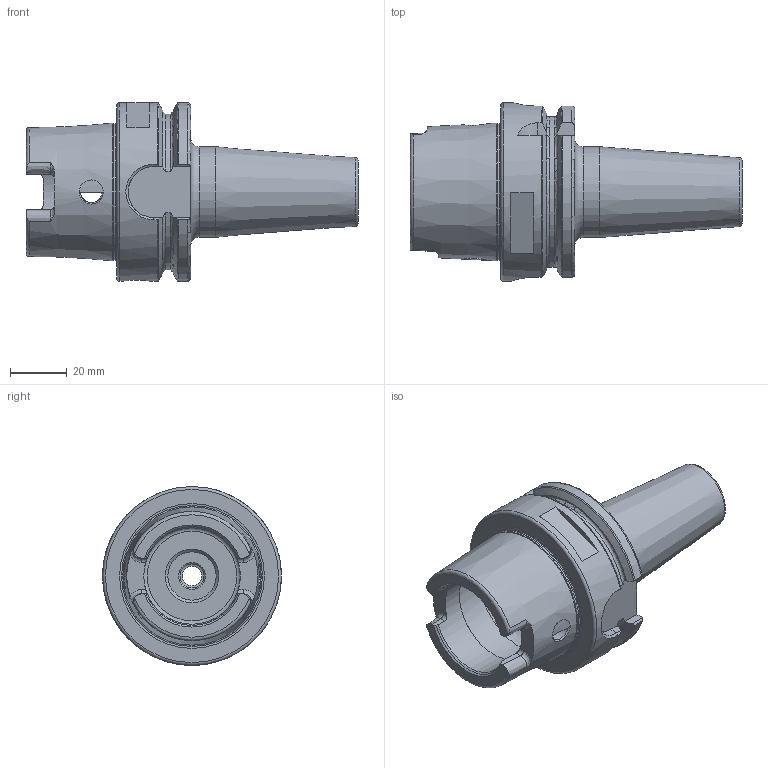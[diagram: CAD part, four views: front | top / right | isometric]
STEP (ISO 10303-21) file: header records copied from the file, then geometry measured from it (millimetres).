
FILE_DESCRIPTION(/* description */ (''),/* implementation_level */ '2;1');
FILE_NAME(/* name */ 'HSK 63A-SD037-085.stp',/* time_stamp */ '2018-12-14T13:44:06-06:00',/* author */ ('Lee'),/* organization */ (''),/* preprocessor_version */ 'ST-DEVELOPER v17',/* originating_system */ 'Autodesk Inventor LT',/* authorisation */ '');
FILE_SCHEMA (('AUTOMOTIVE_DESIGN { 1 0 10303 214 3 1 1 }'));
Length unit declared in the file: millimetre
Products named in the file (1): HSK 63A-SD037-085
Bounding box: 117 x 63 x 63 mm (x, y, z)
Volume: 115459.7 mm3; surface area: 28769.5 mm2
Topology: 1 solids, 1 shells, 135 faces, 399 edges, 273 vertices
Faces by surface type: plane 47, cylinder 28, torus 25, cone 22, bspline 13
Full cylindrical faces by diameter (mm): 6.917 x1, 7.5 x2, 8.4 x1, 9.525 x1, 10 x2, 14 x1, 17 x1, 19 x1, 32 x1, 34 x2, 40 x1, 48.241 x1, 63 x1
Entity records: 6057 total; most frequent: CARTESIAN_POINT 2524, ORIENTED_EDGE 800, DIRECTION 681, EDGE_CURVE 400, AXIS2_PLACEMENT_3D 287, VERTEX_POINT 274, CIRCLE 164, EDGE_LOOP 148
